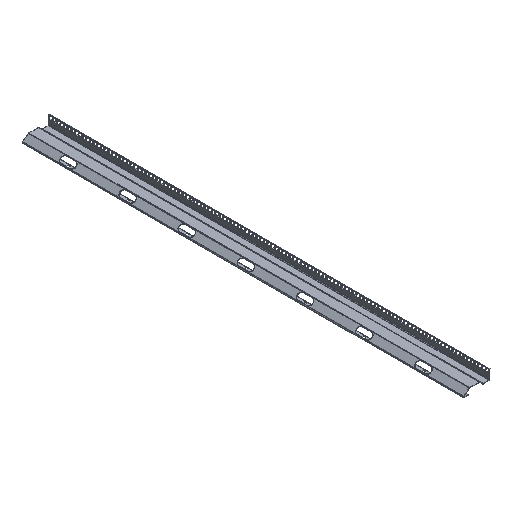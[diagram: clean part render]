
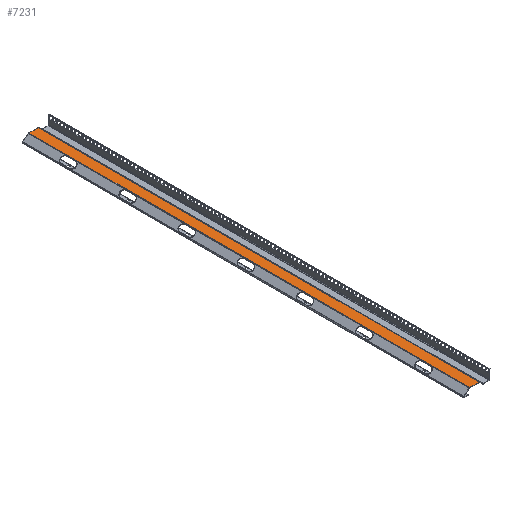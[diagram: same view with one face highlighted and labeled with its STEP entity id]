
A CAD part, isometric view. The second image highlights one B-rep face of the part: STEP entity #7231.
In plain terms, the highlighted planar face has unit normal (0, 0, 1).
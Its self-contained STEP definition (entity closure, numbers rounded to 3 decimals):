
#1609 = DIRECTION ( 'NONE',  ( 0., 1., 0. ) ) ;
#2203 = VECTOR ( 'NONE', #11684, 1000. ) ;
#2750 = ORIENTED_EDGE ( 'NONE', *, *, #15651, .T. ) ;
#3082 = CARTESIAN_POINT ( 'NONE',  ( -15.912, -745., 0. ) ) ;
#3554 = LINE ( 'NONE', #11171, #15088 ) ;
#4753 = VERTEX_POINT ( 'NONE', #10420 ) ;
#5875 = CARTESIAN_POINT ( 'NONE',  ( 16.257, -745., 0. ) ) ;
#6271 = LINE ( 'NONE', #5875, #14724 ) ;
#6503 = VERTEX_POINT ( 'NONE', #11760 ) ;
#6508 = DIRECTION ( 'NONE',  ( 1., 0., 0. ) ) ;
#7231 = ADVANCED_FACE ( 'NONE', ( #10390 ), #10487, .T. ) ;
#7721 = DIRECTION ( 'NONE',  ( 1., 0., 0. ) ) ;
#8174 = CARTESIAN_POINT ( 'NONE',  ( 19., -745., 0. ) ) ;
#8515 = VERTEX_POINT ( 'NONE', #13131 ) ;
#8816 = LINE ( 'NONE', #19173, #2203 ) ;
#9895 = EDGE_CURVE ( 'NONE', #6503, #10971, #8816, .T. ) ;
#10109 = AXIS2_PLACEMENT_3D ( 'NONE', #18284, #17984, #7721 ) ;
#10390 = FACE_OUTER_BOUND ( 'NONE', #14039, .T. ) ;
#10420 = CARTESIAN_POINT ( 'NONE',  ( 16.257, -745., 0. ) ) ;
#10487 = PLANE ( 'NONE',  #10109 ) ;
#10971 = VERTEX_POINT ( 'NONE', #3082 ) ;
#11071 = VECTOR ( 'NONE', #6508, 1000. ) ;
#11171 = CARTESIAN_POINT ( 'NONE',  ( 19., 745., 0. ) ) ;
#11173 = EDGE_CURVE ( 'NONE', #8515, #6503, #3554, .T. ) ;
#11684 = DIRECTION ( 'NONE',  ( 0., -1., 0. ) ) ;
#11760 = CARTESIAN_POINT ( 'NONE',  ( -15.912, 745., 0. ) ) ;
#12765 = DIRECTION ( 'NONE',  ( -1., 0., 0. ) ) ;
#13131 = CARTESIAN_POINT ( 'NONE',  ( 16.257, 745., 0. ) ) ;
#14039 = EDGE_LOOP ( 'NONE', ( #2750, #17449, #17260, #19183 ) ) ;
#14724 = VECTOR ( 'NONE', #1609, 1000. ) ;
#15088 = VECTOR ( 'NONE', #12765, 1000. ) ;
#15651 = EDGE_CURVE ( 'NONE', #10971, #4753, #15969, .T. ) ;
#15969 = LINE ( 'NONE', #8174, #11071 ) ;
#17260 = ORIENTED_EDGE ( 'NONE', *, *, #11173, .T. ) ;
#17449 = ORIENTED_EDGE ( 'NONE', *, *, #17899, .T. ) ;
#17899 = EDGE_CURVE ( 'NONE', #4753, #8515, #6271, .T. ) ;
#17984 = DIRECTION ( 'NONE',  ( 0., 0., 1. ) ) ;
#18284 = CARTESIAN_POINT ( 'NONE',  ( 0., 0., 0. ) ) ;
#19173 = CARTESIAN_POINT ( 'NONE',  ( -15.912, 745., 0. ) ) ;
#19183 = ORIENTED_EDGE ( 'NONE', *, *, #9895, .T. ) ;
